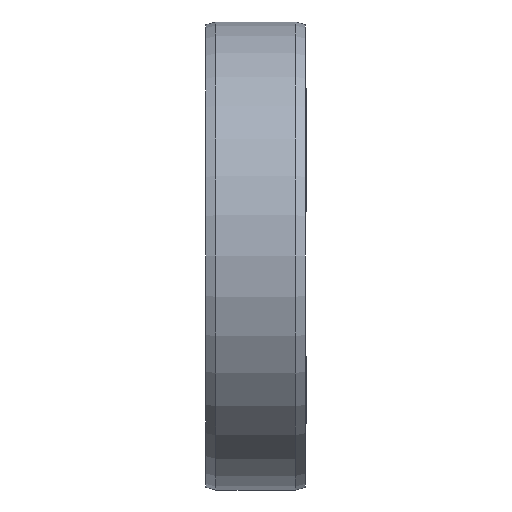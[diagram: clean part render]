
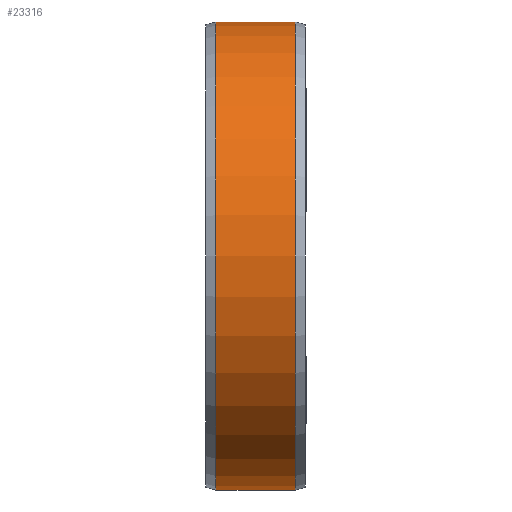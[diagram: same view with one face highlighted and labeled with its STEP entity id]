
A CAD part, left-side view. The second image highlights one B-rep face of the part: STEP entity #23316.
In plain terms, the highlighted cylindrical face has radius 23.5 mm (diameter 47 mm), a partial arc.
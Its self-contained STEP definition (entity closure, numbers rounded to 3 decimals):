
#22592=CARTESIAN_POINT('',(0.,-4.,0.));
#22593=DIRECTION('',(0.,1.,0.));
#22594=DIRECTION('',(0.,0.,-1.));
#22595=AXIS2_PLACEMENT_3D('',#22592,#22593,#22594);
#22600=DIRECTION('',(0.,1.,0.));
#22601=VECTOR('',#22600,8.);
#22602=CARTESIAN_POINT('',(0.,-4.,-23.5));
#22603=LINE('',#22602,#22601);
#22615=DIRECTION('',(0.,1.,0.));
#22616=VECTOR('',#22615,8.);
#22617=CARTESIAN_POINT('',(0.,-4.,23.5));
#22618=LINE('',#22617,#22616);
#22644=CARTESIAN_POINT('',(0.,4.,0.));
#22645=DIRECTION('',(0.,1.,0.));
#22646=DIRECTION('',(0.,0.,-1.));
#22647=AXIS2_PLACEMENT_3D('',#22644,#22645,#22646);
#22953=CARTESIAN_POINT('',(0.,-4.,-23.5));
#22955=VERTEX_POINT('',#22953);
#22956=CARTESIAN_POINT('',(0.,4.,-23.5));
#22957=VERTEX_POINT('',#22956);
#22997=CARTESIAN_POINT('',(0.,-4.,23.5));
#22999=VERTEX_POINT('',#22997);
#23000=CARTESIAN_POINT('',(0.,4.,23.5));
#23001=VERTEX_POINT('',#23000);
#23302=CARTESIAN_POINT('',(0.,-5.5,0.));
#23303=DIRECTION('',(0.,1.,0.));
#23304=DIRECTION('',(0.,0.,-1.));
#23305=AXIS2_PLACEMENT_3D('',#23302,#23303,#23304);
#23306=CYLINDRICAL_SURFACE('',#23305,23.5);
#23308=ORIENTED_EDGE('',*,*,#23307,.T.);
#23310=ORIENTED_EDGE('',*,*,#23309,.T.);
#23312=ORIENTED_EDGE('',*,*,#23311,.F.);
#23313=ORIENTED_EDGE('',*,*,#23295,.F.);
#23314=EDGE_LOOP('',(#23308,#23310,#23312,#23313));
#23315=FACE_OUTER_BOUND('',#23314,.F.);
#22596=CIRCLE('',#22595,23.5);
#22648=CIRCLE('',#22647,23.5);
#23295=EDGE_CURVE('',#22955,#22999,#22596,.T.);
#23307=EDGE_CURVE('',#22955,#22957,#22603,.T.);
#23309=EDGE_CURVE('',#22957,#23001,#22648,.T.);
#23311=EDGE_CURVE('',#22999,#23001,#22618,.T.);
#23316=ADVANCED_FACE('',(#23315),#23306,.T.);
